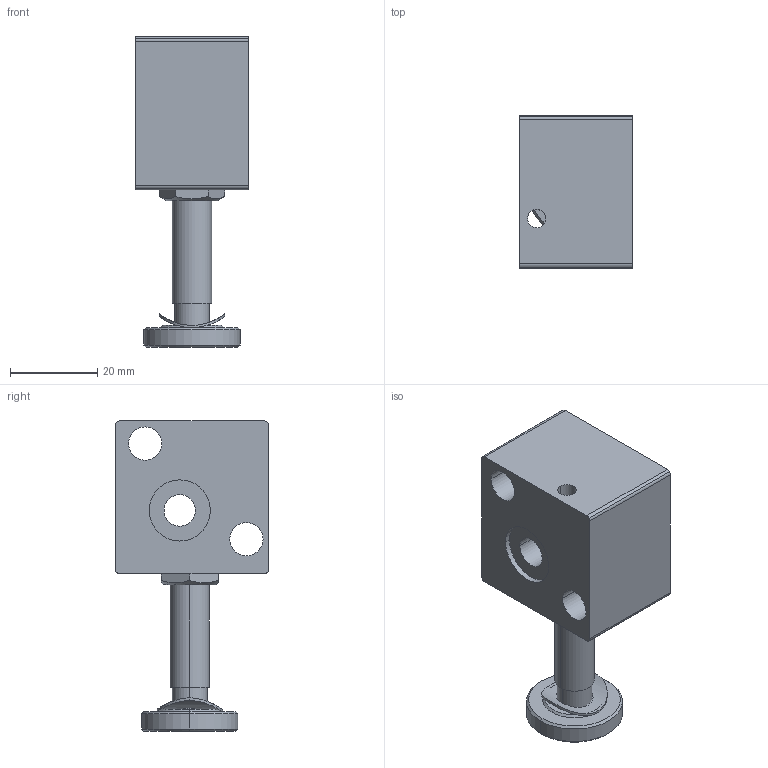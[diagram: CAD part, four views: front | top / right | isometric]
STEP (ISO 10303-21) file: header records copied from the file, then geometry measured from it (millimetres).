
FILE_DESCRIPTION((''),'2;1');
FILE_NAME('00_094_3.stp','2003-01-02T12:45:56',('Branislav Petkovic'),('AZ Pneumatica'),'AutoCAD STEP 2000i','AutoCAD 2000i','Via J. F. Kennedy, 26, 20020 Misinto (MI), ITALY');
FILE_SCHEMA(('CONFIG_CONTROL_DESIGN'));
Length unit declared in the file: millimetre
Products named in the file (6): 00_094_3; PART2; STEZAC; PODLOSKA; 521 LL90; PART1
Assembly tree (3 placements, depth 2):
  00_094_3
    PART2
    STEZAC
    PODLOSKA
  521 LL90
  PART1
Bounding box: 26 x 35 x 71 mm (x, y, z)
Surface area: 11728.3 mm2 (no closed solid volume)
Topology: 0 solids, 4 shells, 250 faces, 633 edges, 398 vertices
Faces by surface type: cylinder 148, plane 54, cone 36, torus 8, bspline 4
Entity records: 13772 total; most frequent: CARTESIAN_POINT 7834, ORIENTED_EDGE 1258, DIRECTION 1088, EDGE_CURVE 629, AXIS2_PLACEMENT_3D 417, VERTEX_POINT 398, EDGE_LOOP 273, VECTOR 254
